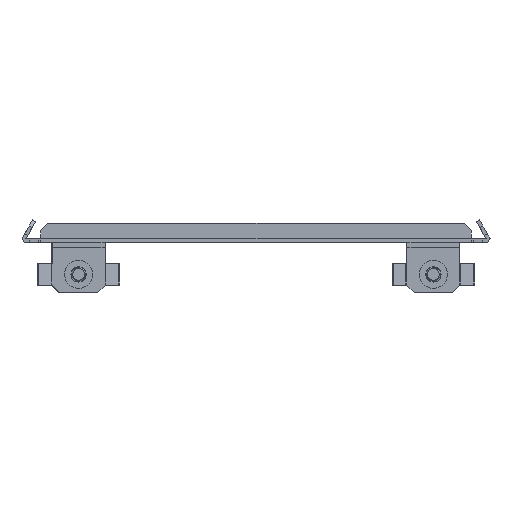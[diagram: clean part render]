
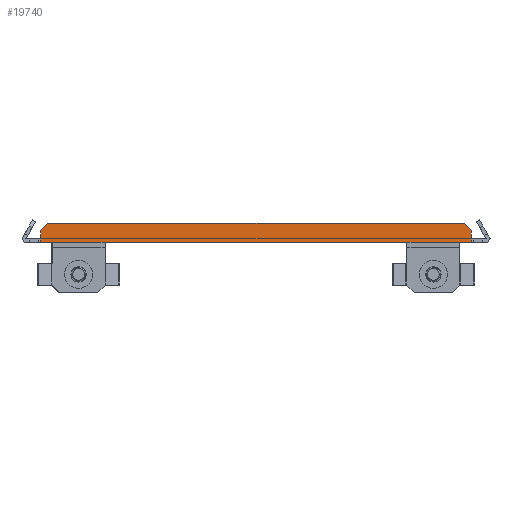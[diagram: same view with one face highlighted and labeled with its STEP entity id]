
A CAD part, left-side view. The second image highlights one B-rep face of the part: STEP entity #19740.
In plain terms, the highlighted planar face has unit normal (-1, 0, 0).
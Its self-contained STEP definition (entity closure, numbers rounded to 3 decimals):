
#67 = DIRECTION ( 'NONE',  ( 0., -1., 0. ) ) ;
#215 = EDGE_CURVE ( 'NONE', #18497, #15040, #25946, .T. ) ;
#323 = VECTOR ( 'NONE', #12544, 1000. ) ;
#609 = CARTESIAN_POINT ( 'NONE',  ( 1., 1.647, 6.5 ) ) ;
#744 = CARTESIAN_POINT ( 'NONE',  ( 1., -177.147, 1. ) ) ;
#1061 = VERTEX_POINT ( 'NONE', #7122 ) ;
#1582 = VECTOR ( 'NONE', #67, 1000. ) ;
#1649 = CARTESIAN_POINT ( 'NONE',  ( 1., -177.147, -1.5 ) ) ;
#2133 = DIRECTION ( 'NONE',  ( 0., -1., 0. ) ) ;
#2749 = ORIENTED_EDGE ( 'NONE', *, *, #13815, .T. ) ;
#2846 = LINE ( 'NONE', #18011, #23014 ) ;
#2949 = DIRECTION ( 'NONE',  ( 0., 0., -1. ) ) ;
#3253 = VERTEX_POINT ( 'NONE', #609 ) ;
#3282 = DIRECTION ( 'NONE',  ( 0., 1., 0. ) ) ;
#3918 = PLANE ( 'NONE',  #18329 ) ;
#4359 = ORIENTED_EDGE ( 'NONE', *, *, #21575, .T. ) ;
#5088 = LINE ( 'NONE', #22919, #6242 ) ;
#6242 = VECTOR ( 'NONE', #11095, 1000. ) ;
#6504 = VERTEX_POINT ( 'NONE', #744 ) ;
#6827 = CARTESIAN_POINT ( 'NONE',  ( 1., 4.647, 1. ) ) ;
#7015 = ORIENTED_EDGE ( 'NONE', *, *, #12620, .F. ) ;
#7122 = CARTESIAN_POINT ( 'NONE',  ( 1., 4.647, 3.5 ) ) ;
#7293 = VECTOR ( 'NONE', #28184, 1000. ) ;
#8060 = CARTESIAN_POINT ( 'NONE',  ( 1., -172.345, -1.5 ) ) ;
#8308 = CARTESIAN_POINT ( 'NONE',  ( 1., -0.155, -1.5 ) ) ;
#8384 = ORIENTED_EDGE ( 'NONE', *, *, #27790, .T. ) ;
#8615 = CARTESIAN_POINT ( 'NONE',  ( 1., -86.25, -1.5 ) ) ;
#9020 = ORIENTED_EDGE ( 'NONE', *, *, #9402, .T. ) ;
#9207 = DIRECTION ( 'NONE',  ( 0., -1., 0. ) ) ;
#9243 = LINE ( 'NONE', #15815, #22330 ) ;
#9402 = EDGE_CURVE ( 'NONE', #6504, #17146, #16954, .T. ) ;
#9404 = VERTEX_POINT ( 'NONE', #21113 ) ;
#10477 = EDGE_CURVE ( 'NONE', #21591, #18497, #14869, .T. ) ;
#10486 = CARTESIAN_POINT ( 'NONE',  ( 1., -86.25, -1.5 ) ) ;
#10951 = LINE ( 'NONE', #19671, #1582 ) ;
#11095 = DIRECTION ( 'NONE',  ( 0., 0., -1. ) ) ;
#11400 = CARTESIAN_POINT ( 'NONE',  ( 1., -177.147, -1.5 ) ) ;
#11679 = CARTESIAN_POINT ( 'NONE',  ( 1., -150., -1.5 ) ) ;
#11690 = DIRECTION ( 'NONE',  ( 0., -1., 0. ) ) ;
#12544 = DIRECTION ( 'NONE',  ( 0., 0.707, -0.707 ) ) ;
#12592 = VECTOR ( 'NONE', #11690, 1000. ) ;
#12620 = EDGE_CURVE ( 'NONE', #6504, #15101, #5088, .T. ) ;
#12907 = DIRECTION ( 'NONE',  ( 0., -1., 0. ) ) ;
#13027 = CARTESIAN_POINT ( 'NONE',  ( 1., -174.147, 6.5 ) ) ;
#13350 = EDGE_LOOP ( 'NONE', ( #17548, #2749, #25105, #19263, #19191, #21943, #16618, #7015, #9020, #4359, #22102, #8384 ) ) ;
#13674 = VERTEX_POINT ( 'NONE', #6827 ) ;
#13815 = EDGE_CURVE ( 'NONE', #13674, #9404, #20542, .T. ) ;
#14253 = LINE ( 'NONE', #27144, #12592 ) ;
#14869 = LINE ( 'NONE', #15430, #18394 ) ;
#14876 = LINE ( 'NONE', #27917, #7293 ) ;
#14957 = LINE ( 'NONE', #23696, #323 ) ;
#15040 = VERTEX_POINT ( 'NONE', #11679 ) ;
#15072 = EDGE_CURVE ( 'NONE', #1061, #13674, #9243, .T. ) ;
#15074 = CARTESIAN_POINT ( 'NONE',  ( 1., -86.25, -1.5 ) ) ;
#15101 = VERTEX_POINT ( 'NONE', #11400 ) ;
#15430 = CARTESIAN_POINT ( 'NONE',  ( 1., -86.25, -1.5 ) ) ;
#15815 = CARTESIAN_POINT ( 'NONE',  ( 1., 4.647, -1.5 ) ) ;
#15954 = CARTESIAN_POINT ( 'NONE',  ( 1., 4.647, 1. ) ) ;
#16398 = VECTOR ( 'NONE', #26080, 1000. ) ;
#16618 = ORIENTED_EDGE ( 'NONE', *, *, #21188, .T. ) ;
#16734 = CARTESIAN_POINT ( 'NONE',  ( 1., -177.147, 3.5 ) ) ;
#16954 = LINE ( 'NONE', #1649, #19672 ) ;
#17094 = DIRECTION ( 'NONE',  ( 0., 0., 1. ) ) ;
#17146 = VERTEX_POINT ( 'NONE', #16734 ) ;
#17548 = ORIENTED_EDGE ( 'NONE', *, *, #15072, .T. ) ;
#18011 = CARTESIAN_POINT ( 'NONE',  ( 1., -86.25, 6.5 ) ) ;
#18329 = AXIS2_PLACEMENT_3D ( 'NONE', #10486, #23513, #12907 ) ;
#18387 = DIRECTION ( 'NONE',  ( 0., 0., -1. ) ) ;
#18394 = VECTOR ( 'NONE', #2133, 1000. ) ;
#18497 = VERTEX_POINT ( 'NONE', #21887 ) ;
#18649 = VECTOR ( 'NONE', #18387, 1000. ) ;
#19191 = ORIENTED_EDGE ( 'NONE', *, *, #215, .T. ) ;
#19263 = ORIENTED_EDGE ( 'NONE', *, *, #10477, .T. ) ;
#19671 = CARTESIAN_POINT ( 'NONE',  ( 1., -86.25, -1.5 ) ) ;
#19672 = VECTOR ( 'NONE', #17094, 1000. ) ;
#19740 = ADVANCED_FACE ( 'NONE', ( #26218 ), #3918, .F. ) ;
#20542 = LINE ( 'NONE', #15954, #18649 ) ;
#21113 = CARTESIAN_POINT ( 'NONE',  ( 1., 4.647, -1.5 ) ) ;
#21166 = VERTEX_POINT ( 'NONE', #8060 ) ;
#21188 = EDGE_CURVE ( 'NONE', #21166, #15101, #23517, .T. ) ;
#21575 = EDGE_CURVE ( 'NONE', #17146, #27466, #14876, .T. ) ;
#21591 = VERTEX_POINT ( 'NONE', #8308 ) ;
#21887 = CARTESIAN_POINT ( 'NONE',  ( 1., -22.5, -1.5 ) ) ;
#21943 = ORIENTED_EDGE ( 'NONE', *, *, #26286, .T. ) ;
#22102 = ORIENTED_EDGE ( 'NONE', *, *, #24572, .T. ) ;
#22330 = VECTOR ( 'NONE', #2949, 1000. ) ;
#22919 = CARTESIAN_POINT ( 'NONE',  ( 1., -177.147, -1.5 ) ) ;
#23014 = VECTOR ( 'NONE', #3282, 1000. ) ;
#23513 = DIRECTION ( 'NONE',  ( 1., 0., 0. ) ) ;
#23517 = LINE ( 'NONE', #8615, #16398 ) ;
#23696 = CARTESIAN_POINT ( 'NONE',  ( 1., -38.302, 46.449 ) ) ;
#24394 = VECTOR ( 'NONE', #9207, 1000. ) ;
#24572 = EDGE_CURVE ( 'NONE', #27466, #3253, #2846, .T. ) ;
#25105 = ORIENTED_EDGE ( 'NONE', *, *, #25409, .T. ) ;
#25409 = EDGE_CURVE ( 'NONE', #9404, #21591, #10951, .T. ) ;
#25946 = LINE ( 'NONE', #15074, #24394 ) ;
#26080 = DIRECTION ( 'NONE',  ( 0., -1., 0. ) ) ;
#26218 = FACE_OUTER_BOUND ( 'NONE', #13350, .T. ) ;
#26286 = EDGE_CURVE ( 'NONE', #15040, #21166, #14253, .T. ) ;
#27144 = CARTESIAN_POINT ( 'NONE',  ( 1., -86.25, -1.5 ) ) ;
#27466 = VERTEX_POINT ( 'NONE', #13027 ) ;
#27790 = EDGE_CURVE ( 'NONE', #3253, #1061, #14957, .T. ) ;
#27917 = CARTESIAN_POINT ( 'NONE',  ( 1., -134.199, 46.449 ) ) ;
#28184 = DIRECTION ( 'NONE',  ( 0., 0.707, 0.707 ) ) ;
